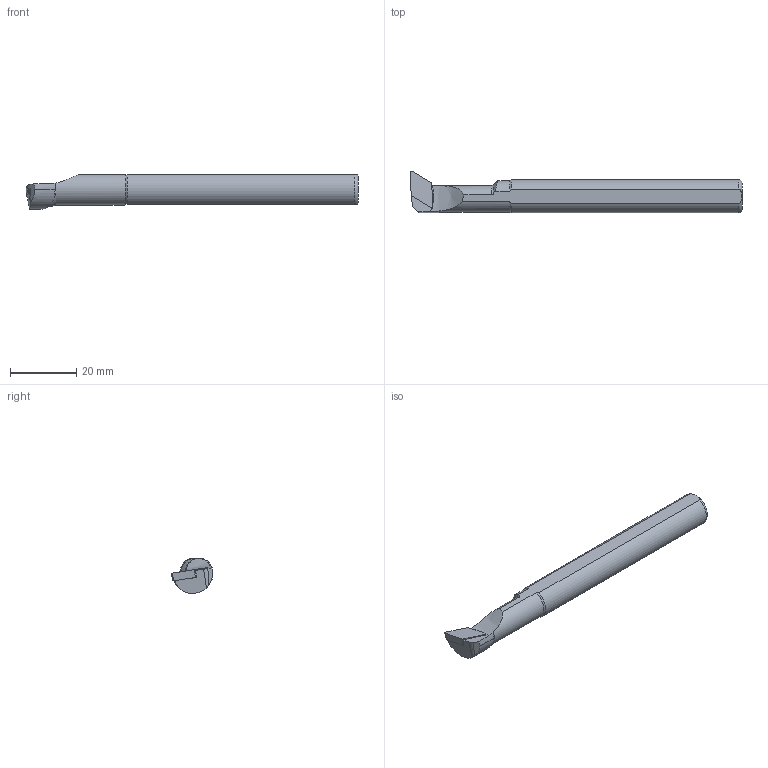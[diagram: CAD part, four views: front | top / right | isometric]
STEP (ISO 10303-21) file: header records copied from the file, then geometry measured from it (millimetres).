
FILE_DESCRIPTION(/* description */ (''),/* implementation_level */ '2;1');
FILE_NAME(/* name */ 'A0810H-SDUCL-07.stp',/* time_stamp */ '2023-10-10T22:50:29+03:00',/* author */ (''),/* organization */ (''),/* preprocessor_version */ 'ST-DEVELOPER v19.4',/* originating_system */ 'SIEMENS PLM Software NX2306.3001',/* authorisation */ '');
FILE_SCHEMA (('AUTOMOTIVE_DESIGN { 1 0 10303 214 3 1 1 1 }'));
Length unit declared in the file: millimetre
Products named in the file (1): A0810H SDUCR 07-LIGHT_objects
Bounding box: 99.96 x 12.64 x 10.49 mm (x, y, z)
Volume: 6898.9 mm3; surface area: 3267.2 mm2
Topology: 2 solids, 2 shells, 40 faces, 106 edges, 70 vertices
Faces by surface type: plane 18, cone 10, cylinder 8, torus 3, bspline 1
Entity records: 1888 total; most frequent: CARTESIAN_POINT 900, ORIENTED_EDGE 208, DIRECTION 183, EDGE_CURVE 104, AXIS2_PLACEMENT_3D 70, VERTEX_POINT 69, LINE 43, VECTOR 43
